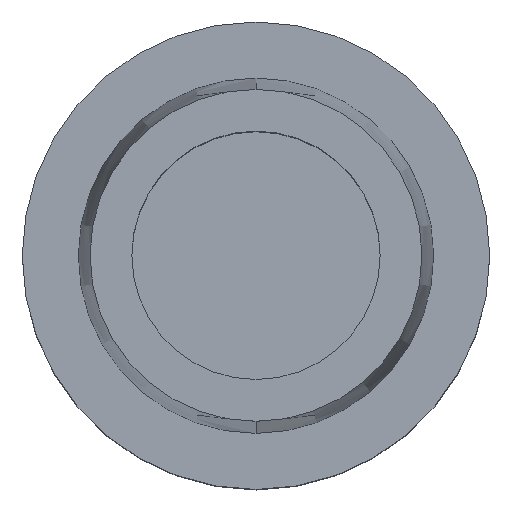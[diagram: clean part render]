
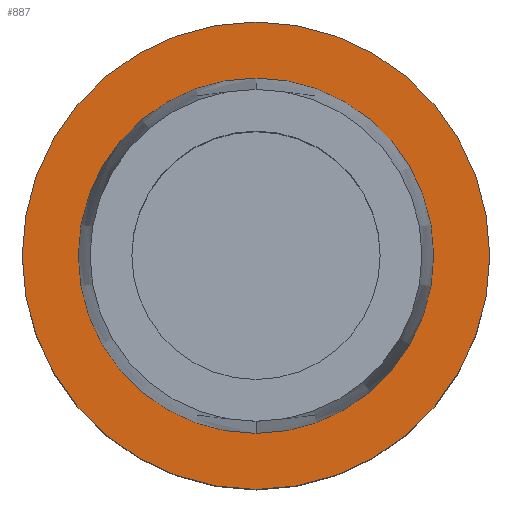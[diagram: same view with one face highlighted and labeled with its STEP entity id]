
A CAD part, top view. The second image highlights one B-rep face of the part: STEP entity #887.
In plain terms, the highlighted planar face has unit normal (0, 0, 1).
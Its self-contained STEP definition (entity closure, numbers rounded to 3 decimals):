
#64=CARTESIAN_POINT('',(0.,0.,0.));
#65=DIRECTION('',(0.,0.,-1.));
#66=DIRECTION('',(0.,-1.,0.));
#67=AXIS2_PLACEMENT_3D('',#64,#65,#66);
#72=CARTESIAN_POINT('',(0.,0.,0.));
#73=DIRECTION('',(0.,0.,-1.));
#74=DIRECTION('',(0.,1.,0.));
#75=AXIS2_PLACEMENT_3D('',#72,#73,#74);
#80=CARTESIAN_POINT('',(0.,0.,0.));
#81=DIRECTION('',(0.,0.,1.));
#82=DIRECTION('',(0.,-1.,0.));
#83=AXIS2_PLACEMENT_3D('',#80,#81,#82);
#88=CARTESIAN_POINT('',(0.,0.,0.));
#89=DIRECTION('',(0.,0.,1.));
#90=DIRECTION('',(0.,1.,0.));
#91=AXIS2_PLACEMENT_3D('',#88,#89,#90);
#726=CARTESIAN_POINT('',(0.,12.16,0.));
#727=VERTEX_POINT('',#726);
#728=CARTESIAN_POINT('',(0.,-12.16,0.));
#729=VERTEX_POINT('',#728);
#730=CARTESIAN_POINT('',(0.,-16.,0.));
#731=CARTESIAN_POINT('',(0.,16.,0.));
#732=VERTEX_POINT('',#730);
#733=VERTEX_POINT('',#731);
#872=CARTESIAN_POINT('',(0.,0.,0.));
#873=DIRECTION('',(0.,0.,1.));
#874=DIRECTION('',(0.,1.,0.));
#875=AXIS2_PLACEMENT_3D('',#872,#873,#874);
#876=PLANE('',#875);
#878=ORIENTED_EDGE('',*,*,#877,.T.);
#880=ORIENTED_EDGE('',*,*,#879,.T.);
#881=EDGE_LOOP('',(#878,#880));
#882=FACE_OUTER_BOUND('',#881,.F.);
#883=ORIENTED_EDGE('',*,*,#865,.T.);
#884=ORIENTED_EDGE('',*,*,#854,.T.);
#885=EDGE_LOOP('',(#883,#884));
#886=FACE_BOUND('',#885,.F.);
#68=CIRCLE('',#67,16.);
#76=CIRCLE('',#75,16.);
#84=CIRCLE('',#83,12.16);
#92=CIRCLE('',#91,12.16);
#854=EDGE_CURVE('',#727,#729,#92,.T.);
#865=EDGE_CURVE('',#729,#727,#84,.T.);
#877=EDGE_CURVE('',#732,#733,#68,.T.);
#879=EDGE_CURVE('',#733,#732,#76,.T.);
#887=ADVANCED_FACE('',(#882,#886),#876,.T.);
